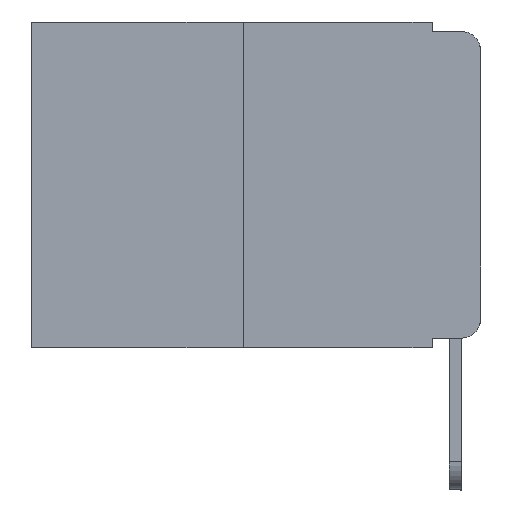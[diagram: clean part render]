
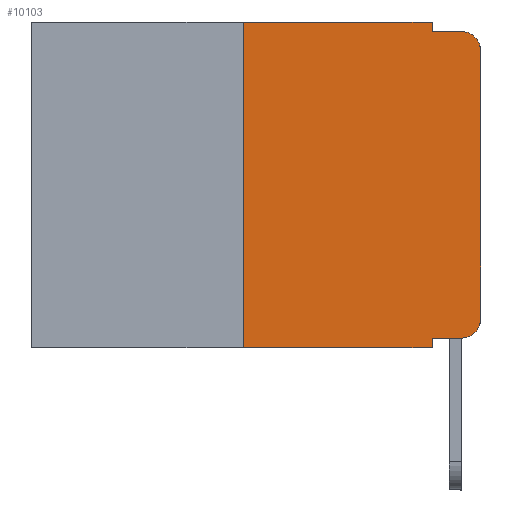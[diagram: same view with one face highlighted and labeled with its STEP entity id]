
A CAD part, left-side view. The second image highlights one B-rep face of the part: STEP entity #10103.
In plain terms, the highlighted planar face has unit normal (-1, 0, 0).
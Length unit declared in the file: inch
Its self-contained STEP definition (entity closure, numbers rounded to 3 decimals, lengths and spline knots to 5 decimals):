
#63 = VECTOR ( 'NONE', #856, 39.37008 ) ;
#383 = DIRECTION ( 'NONE',  ( 0., 0., -1. ) ) ;
#506 = CARTESIAN_POINT ( 'NONE',  ( 0., 0.25, 0. ) ) ;
#538 = EDGE_LOOP ( 'NONE', ( #10143, #2469, #1951, #8583, #2770, #7205, #5969, #6567, #5200, #7690 ) ) ;
#670 = CARTESIAN_POINT ( 'NONE',  ( 0., 0., -0.313 ) ) ;
#856 = DIRECTION ( 'NONE',  ( 0., -1., 0. ) ) ;
#1459 = CARTESIAN_POINT ( 'NONE',  ( 0., 0.02, -0.03 ) ) ;
#1909 = VERTEX_POINT ( 'NONE', #9791 ) ;
#1951 = ORIENTED_EDGE ( 'NONE', *, *, #6450, .F. ) ;
#2178 = VERTEX_POINT ( 'NONE', #11454 ) ;
#2231 = DIRECTION ( 'NONE',  ( -1., 0., 0. ) ) ;
#2469 = ORIENTED_EDGE ( 'NONE', *, *, #8487, .T. ) ;
#2507 = DIRECTION ( 'NONE',  ( 0., -1., 0. ) ) ;
#2733 = VERTEX_POINT ( 'NONE', #670 ) ;
#2770 = ORIENTED_EDGE ( 'NONE', *, *, #10312, .F. ) ;
#2918 = CIRCLE ( 'NONE', #4612, 0.02 ) ;
#2991 = CARTESIAN_POINT ( 'NONE',  ( 0., 0.473, 0. ) ) ;
#3185 = CARTESIAN_POINT ( 'NONE',  ( 0., 0.02, -0.313 ) ) ;
#3210 = VECTOR ( 'NONE', #9148, 39.37008 ) ;
#3339 = CARTESIAN_POINT ( 'NONE',  ( 0., 0.051, -0.01 ) ) ;
#3581 = DIRECTION ( 'NONE',  ( 0., 0., 1. ) ) ;
#3599 = CARTESIAN_POINT ( 'NONE',  ( 0., 0.051, -0.333 ) ) ;
#3701 = VERTEX_POINT ( 'NONE', #7054 ) ;
#3997 = LINE ( 'NONE', #4866, #5517 ) ;
#4348 = VECTOR ( 'NONE', #9997, 39.37008 ) ;
#4494 = LINE ( 'NONE', #4557, #4348 ) ;
#4557 = CARTESIAN_POINT ( 'NONE',  ( 0., 0.051, 0. ) ) ;
#4567 = EDGE_CURVE ( 'NONE', #2733, #8723, #7356, .T. ) ;
#4612 = AXIS2_PLACEMENT_3D ( 'NONE', #1459, #8748, #6917 ) ;
#4717 = VECTOR ( 'NONE', #2507, 39.37008 ) ;
#4753 = DIRECTION ( 'NONE',  ( 0., 0., -1. ) ) ;
#4866 = CARTESIAN_POINT ( 'NONE',  ( 0., 0.051, 0. ) ) ;
#5200 = ORIENTED_EDGE ( 'NONE', *, *, #10876, .T. ) ;
#5313 = CARTESIAN_POINT ( 'NONE',  ( 0., 0.25, -0.343 ) ) ;
#5412 = EDGE_CURVE ( 'NONE', #6081, #5876, #4494, .T. ) ;
#5517 = VECTOR ( 'NONE', #11000, 39.37008 ) ;
#5528 = CARTESIAN_POINT ( 'NONE',  ( 0., 0., 0. ) ) ;
#5670 = EDGE_CURVE ( 'NONE', #7451, #5876, #6328, .T. ) ;
#5754 = DIRECTION ( 'NONE',  ( 1., 0., 0. ) ) ;
#5876 = VERTEX_POINT ( 'NONE', #9234 ) ;
#5969 = ORIENTED_EDGE ( 'NONE', *, *, #5670, .T. ) ;
#6048 = VECTOR ( 'NONE', #7268, 39.37008 ) ;
#6081 = VERTEX_POINT ( 'NONE', #10036 ) ;
#6328 = LINE ( 'NONE', #9829, #6048 ) ;
#6450 = EDGE_CURVE ( 'NONE', #3701, #2178, #8054, .T. ) ;
#6567 = ORIENTED_EDGE ( 'NONE', *, *, #5412, .F. ) ;
#6627 = VECTOR ( 'NONE', #3581, 39.37008 ) ;
#6917 = DIRECTION ( 'NONE',  ( 0., 0., -1. ) ) ;
#7054 = CARTESIAN_POINT ( 'NONE',  ( 0., 0.051, -0.01 ) ) ;
#7205 = ORIENTED_EDGE ( 'NONE', *, *, #9989, .F. ) ;
#7242 = LINE ( 'NONE', #11645, #6627 ) ;
#7252 = VERTEX_POINT ( 'NONE', #506 ) ;
#7268 = DIRECTION ( 'NONE',  ( 0., -1., 0. ) ) ;
#7356 = LINE ( 'NONE', #5528, #3210 ) ;
#7451 = VERTEX_POINT ( 'NONE', #5313 ) ;
#7690 = ORIENTED_EDGE ( 'NONE', *, *, #8818, .T. ) ;
#7916 = VECTOR ( 'NONE', #11699, 39.37008 ) ;
#8054 = LINE ( 'NONE', #3339, #7916 ) ;
#8236 = FACE_OUTER_BOUND ( 'NONE', #538, .T. ) ;
#8422 = CARTESIAN_POINT ( 'NONE',  ( 0., 0.02, -0.333 ) ) ;
#8487 = EDGE_CURVE ( 'NONE', #8723, #2178, #2918, .T. ) ;
#8583 = ORIENTED_EDGE ( 'NONE', *, *, #10138, .F. ) ;
#8723 = VERTEX_POINT ( 'NONE', #9048 ) ;
#8748 = DIRECTION ( 'NONE',  ( -1., 0., 0. ) ) ;
#8818 = EDGE_CURVE ( 'NONE', #11437, #2733, #10228, .T. ) ;
#9048 = CARTESIAN_POINT ( 'NONE',  ( 0., 0., -0.03 ) ) ;
#9148 = DIRECTION ( 'NONE',  ( 0., 0., 1. ) ) ;
#9201 = PLANE ( 'NONE',  #10411 ) ;
#9234 = CARTESIAN_POINT ( 'NONE',  ( 0., 0.051, -0.343 ) ) ;
#9283 = AXIS2_PLACEMENT_3D ( 'NONE', #3185, #2231, #383 ) ;
#9557 = CARTESIAN_POINT ( 'NONE',  ( 0., 0.473, 0. ) ) ;
#9791 = CARTESIAN_POINT ( 'NONE',  ( 0., 0.051, 0. ) ) ;
#9829 = CARTESIAN_POINT ( 'NONE',  ( 0., 0.473, -0.343 ) ) ;
#9989 = EDGE_CURVE ( 'NONE', #7451, #7252, #7242, .T. ) ;
#9997 = DIRECTION ( 'NONE',  ( 0., 0., -1. ) ) ;
#10036 = CARTESIAN_POINT ( 'NONE',  ( 0., 0.051, -0.333 ) ) ;
#10103 = ADVANCED_FACE ( 'NONE', ( #8236 ), #9201, .F. ) ;
#10138 = EDGE_CURVE ( 'NONE', #1909, #3701, #3997, .T. ) ;
#10143 = ORIENTED_EDGE ( 'NONE', *, *, #4567, .T. ) ;
#10228 = CIRCLE ( 'NONE', #9283, 0.02 ) ;
#10312 = EDGE_CURVE ( 'NONE', #7252, #1909, #11515, .T. ) ;
#10411 = AXIS2_PLACEMENT_3D ( 'NONE', #2991, #5754, #4753 ) ;
#10876 = EDGE_CURVE ( 'NONE', #6081, #11437, #11664, .T. ) ;
#11000 = DIRECTION ( 'NONE',  ( 0., 0., -1. ) ) ;
#11437 = VERTEX_POINT ( 'NONE', #8422 ) ;
#11454 = CARTESIAN_POINT ( 'NONE',  ( 0., 0.02, -0.01 ) ) ;
#11515 = LINE ( 'NONE', #9557, #4717 ) ;
#11645 = CARTESIAN_POINT ( 'NONE',  ( 0., 0.25, 0. ) ) ;
#11664 = LINE ( 'NONE', #3599, #63 ) ;
#11699 = DIRECTION ( 'NONE',  ( 0., -1., 0. ) ) ;
